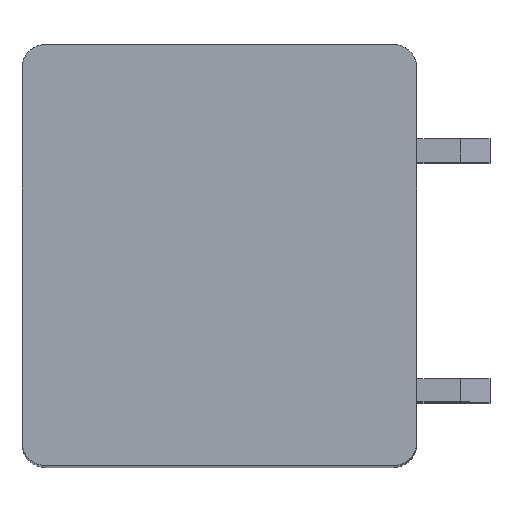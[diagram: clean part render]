
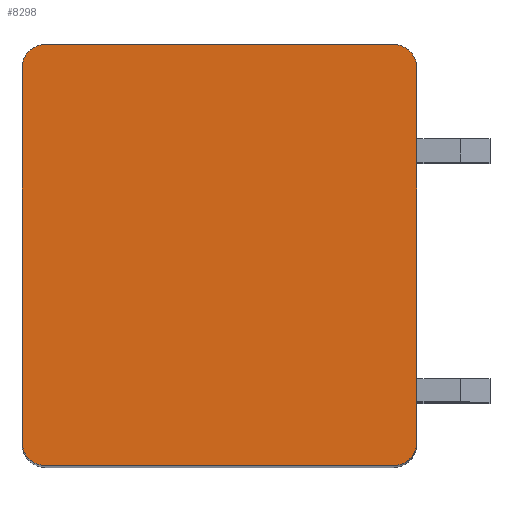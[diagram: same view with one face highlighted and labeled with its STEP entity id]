
A CAD part, top view. The second image highlights one B-rep face of the part: STEP entity #8298.
In plain terms, the highlighted planar face has unit normal (0, 0, 1).
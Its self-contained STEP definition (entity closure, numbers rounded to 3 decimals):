
#921=CARTESIAN_POINT('',(-5.95,6.4,1.75));
#922=DIRECTION('',(0.,0.,1.));
#923=DIRECTION('',(0.,1.,0.));
#924=AXIS2_PLACEMENT_3D('',#921,#922,#923);
#926=DIRECTION('',(-1.,0.,0.));
#927=VECTOR('',#926,11.9);
#928=CARTESIAN_POINT('',(5.95,7.2,1.75));
#929=LINE('',#928,#927);
#930=CARTESIAN_POINT('',(5.95,6.4,1.75));
#931=DIRECTION('',(0.,0.,1.));
#932=DIRECTION('',(1.,0.,0.));
#933=AXIS2_PLACEMENT_3D('',#930,#931,#932);
#935=DIRECTION('',(0.,1.,0.));
#936=VECTOR('',#935,12.8);
#937=CARTESIAN_POINT('',(6.75,-6.4,1.75));
#938=LINE('',#937,#936);
#939=CARTESIAN_POINT('',(5.95,-6.4,1.75));
#940=DIRECTION('',(0.,0.,1.));
#941=DIRECTION('',(0.,-1.,0.));
#942=AXIS2_PLACEMENT_3D('',#939,#940,#941);
#944=DIRECTION('',(1.,0.,0.));
#945=VECTOR('',#944,11.9);
#946=CARTESIAN_POINT('',(-5.95,-7.2,1.75));
#947=LINE('',#946,#945);
#948=CARTESIAN_POINT('',(-5.95,-6.4,1.75));
#949=DIRECTION('',(0.,0.,1.));
#950=DIRECTION('',(-1.,0.,0.));
#951=AXIS2_PLACEMENT_3D('',#948,#949,#950);
#953=DIRECTION('',(0.,-1.,0.));
#954=VECTOR('',#953,12.8);
#955=CARTESIAN_POINT('',(-6.75,6.4,1.75));
#956=LINE('',#955,#954);
#6207=CARTESIAN_POINT('',(-5.95,7.2,1.75));
#6208=VERTEX_POINT('',#6207);
#6209=CARTESIAN_POINT('',(-6.75,6.4,1.75));
#6210=VERTEX_POINT('',#6209);
#6215=CARTESIAN_POINT('',(6.75,6.4,1.75));
#6216=VERTEX_POINT('',#6215);
#6217=CARTESIAN_POINT('',(5.95,7.2,1.75));
#6218=VERTEX_POINT('',#6217);
#6223=CARTESIAN_POINT('',(-6.75,-6.4,1.75));
#6224=VERTEX_POINT('',#6223);
#6225=CARTESIAN_POINT('',(-5.95,-7.2,1.75));
#6226=VERTEX_POINT('',#6225);
#6231=CARTESIAN_POINT('',(5.95,-7.2,1.75));
#6232=VERTEX_POINT('',#6231);
#6233=CARTESIAN_POINT('',(6.75,-6.4,1.75));
#6234=VERTEX_POINT('',#6233);
#8283=CARTESIAN_POINT('',(0.,0.,1.75));
#8284=DIRECTION('',(0.,0.,1.));
#8285=DIRECTION('',(1.,0.,0.));
#8286=AXIS2_PLACEMENT_3D('',#8283,#8284,#8285);
#8287=PLANE('',#8286);
#8288=ORIENTED_EDGE('',*,*,#7699,.F.);
#8289=ORIENTED_EDGE('',*,*,#7715,.F.);
#8290=ORIENTED_EDGE('',*,*,#8008,.F.);
#8291=ORIENTED_EDGE('',*,*,#8023,.F.);
#8292=ORIENTED_EDGE('',*,*,#8236,.F.);
#8293=ORIENTED_EDGE('',*,*,#8249,.F.);
#8294=ORIENTED_EDGE('',*,*,#8264,.F.);
#8295=ORIENTED_EDGE('',*,*,#8276,.F.);
#8296=EDGE_LOOP('',(#8288,#8289,#8290,#8291,#8292,#8293,#8294,#8295));
#8297=FACE_OUTER_BOUND('',#8296,.F.);
#925=CIRCLE('',#924,0.8);
#934=CIRCLE('',#933,0.8);
#943=CIRCLE('',#942,0.8);
#952=CIRCLE('',#951,0.8);
#7699=EDGE_CURVE('',#6208,#6210,#925,.T.);
#7715=EDGE_CURVE('',#6218,#6208,#929,.T.);
#8008=EDGE_CURVE('',#6216,#6218,#934,.T.);
#8023=EDGE_CURVE('',#6234,#6216,#938,.T.);
#8236=EDGE_CURVE('',#6232,#6234,#943,.T.);
#8249=EDGE_CURVE('',#6226,#6232,#947,.T.);
#8264=EDGE_CURVE('',#6224,#6226,#952,.T.);
#8276=EDGE_CURVE('',#6210,#6224,#956,.T.);
#8298=ADVANCED_FACE('',(#8297),#8287,.T.);
